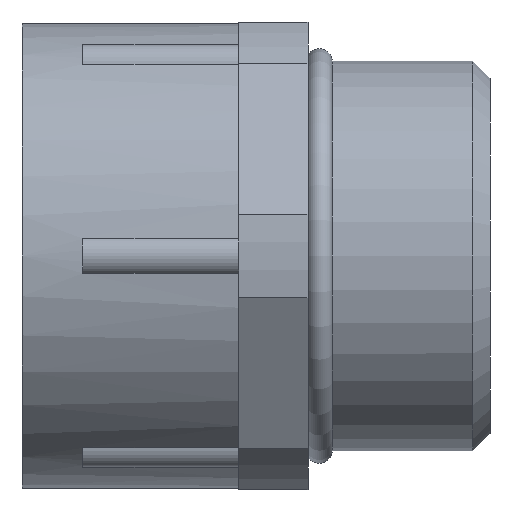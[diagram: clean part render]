
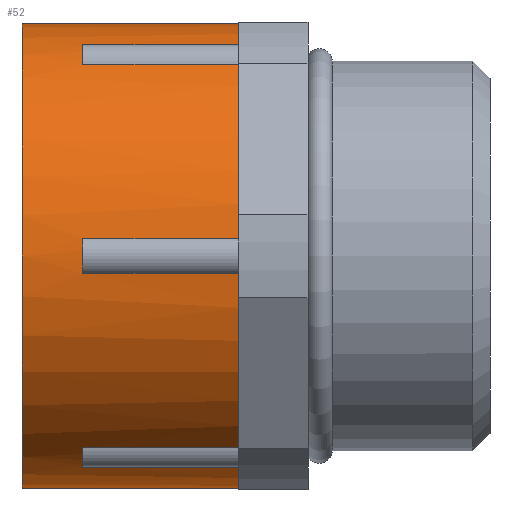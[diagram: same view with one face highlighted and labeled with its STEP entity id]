
A CAD part, left-side view. The second image highlights one B-rep face of the part: STEP entity #52.
In plain terms, the highlighted cylindrical face has radius 13.4 mm (diameter 26.8 mm), a partial arc.
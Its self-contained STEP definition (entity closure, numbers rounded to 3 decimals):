
#34 = VECTOR ( 'NONE', #277, 1000. ) ;
#38 = AXIS2_PLACEMENT_3D ( 'NONE', #290, #291, #292 ) ;
#39 = VECTOR ( 'NONE', #287, 1000. ) ;
#41 = CYLINDRICAL_SURFACE ( 'NONE', #38, 13.4 ) ;
#42 = FACE_OUTER_BOUND ( 'NONE', #956, .T. ) ;
#47 = EDGE_CURVE ( 'NONE', #890, #894, #275, .T. ) ;
#50 = EDGE_CURVE ( 'NONE', #887, #893, #285, .T. ) ;
#52 = ADVANCED_FACE ( 'NONE', ( #42 ), #41, .T. ) ;
#98 = EDGE_CURVE ( 'NONE', #807, #820, #529, .T. ) ;
#100 = EDGE_CURVE ( 'NONE', #785, #814, #435, .T. ) ;
#101 = EDGE_CURVE ( 'NONE', #905, #785, #528, .T. ) ;
#102 = EDGE_CURVE ( 'NONE', #783, #791, #441, .T. ) ;
#103 = EDGE_CURVE ( 'NONE', #784, #783, #527, .T. ) ;
#104 = EDGE_CURVE ( 'NONE', #784, #807, #447, .T. ) ;
#105 = EDGE_CURVE ( 'NONE', #802, #820, #450, .T. ) ;
#106 = EDGE_CURVE ( 'NONE', #815, #802, #526, .T. ) ;
#107 = EDGE_CURVE ( 'NONE', #815, #796, #456, .T. ) ;
#108 = EDGE_CURVE ( 'NONE', #894, #893, #525, .T. ) ;
#151 = EDGE_CURVE ( 'NONE', #903, #791, #503, .T. ) ;
#153 = EDGE_CURVE ( 'NONE', #890, #814, #501, .T. ) ;
#157 = EDGE_CURVE ( 'NONE', #796, #887, #497, .T. ) ;
#275 = LINE ( 'NONE', #276, #34 ) ;
#276 = CARTESIAN_POINT ( 'NONE',  ( 0., 25.055, -13.4 ) ) ;
#277 = DIRECTION ( 'NONE',  ( 0., 1., 0. ) ) ;
#285 = LINE ( 'NONE', #286, #39 ) ;
#286 = CARTESIAN_POINT ( 'NONE',  ( 0., 25.055, 13.4 ) ) ;
#287 = DIRECTION ( 'NONE',  ( 0., 1., 0. ) ) ;
#290 = CARTESIAN_POINT ( 'NONE',  ( 0., 25.055, 0. ) ) ;
#291 = DIRECTION ( 'NONE',  ( 0., 1., 0. ) ) ;
#292 = DIRECTION ( 'NONE',  ( 0., 0., 1. ) ) ;
#428 = CARTESIAN_POINT ( 'NONE',  ( 0., -12.5, 0. ) ) ;
#429 = DIRECTION ( 'NONE',  ( 0., 1., 0. ) ) ;
#430 = DIRECTION ( 'NONE',  ( 0., 0., 1. ) ) ;
#434 = CARTESIAN_POINT ( 'NONE',  ( 0., -3.5, 0. ) ) ;
#435 = LINE ( 'NONE', #436, #1339 ) ;
#436 = CARTESIAN_POINT ( 'NONE',  ( -5.815, -3.5, -12.072 ) ) ;
#437 = DIRECTION ( 'NONE',  ( 0., -1., 0. ) ) ;
#438 = DIRECTION ( 'NONE',  ( 0., -1., 0. ) ) ;
#439 = DIRECTION ( 'NONE',  ( -0.866, 0., 0.5 ) ) ;
#440 = CARTESIAN_POINT ( 'NONE',  ( 0., -3.5, 0. ) ) ;
#441 = LINE ( 'NONE', #442, #1341 ) ;
#442 = CARTESIAN_POINT ( 'NONE',  ( -13.363, -3.5, -1. ) ) ;
#443 = DIRECTION ( 'NONE',  ( 0., -1., 0. ) ) ;
#444 = DIRECTION ( 'NONE',  ( 0., -1., 0. ) ) ;
#445 = DIRECTION ( 'NONE',  ( 0., 0., 1. ) ) ;
#446 = CARTESIAN_POINT ( 'NONE',  ( 0., -3.5, 0. ) ) ;
#447 = LINE ( 'NONE', #448, #1342 ) ;
#448 = CARTESIAN_POINT ( 'NONE',  ( -13.363, -3.5, 1. ) ) ;
#449 = DIRECTION ( 'NONE',  ( 0., -1., 0. ) ) ;
#450 = LINE ( 'NONE', #451, #1344 ) ;
#451 = CARTESIAN_POINT ( 'NONE',  ( -7.547, -3.5, 11.072 ) ) ;
#452 = DIRECTION ( 'NONE',  ( 0., -1., 0. ) ) ;
#453 = DIRECTION ( 'NONE',  ( 0., -1., 0. ) ) ;
#454 = DIRECTION ( 'NONE',  ( 0.866, 0., 0.5 ) ) ;
#455 = CARTESIAN_POINT ( 'NONE',  ( 0., 0., 0. ) ) ;
#456 = LINE ( 'NONE', #457, #1346 ) ;
#457 = CARTESIAN_POINT ( 'NONE',  ( -5.815, -3.5, 12.072 ) ) ;
#497 = CIRCLE ( 'NONE', #1414, 13.4 ) ;
#501 = CIRCLE ( 'NONE', #1408, 13.4 ) ;
#503 = CIRCLE ( 'NONE', #1404, 13.4 ) ;
#525 = CIRCLE ( 'NONE', #1340, 13.4 ) ;
#526 = CIRCLE ( 'NONE', #1343, 13.4 ) ;
#527 = CIRCLE ( 'NONE', #1336, 13.4 ) ;
#528 = CIRCLE ( 'NONE', #1338, 13.4 ) ;
#529 = CIRCLE ( 'NONE', #1332, 13.4 ) ;
#569 = EDGE_CURVE ( 'NONE', #905, #903, #1282, .T. ) ;
#579 = CARTESIAN_POINT ( 'NONE',  ( -13.363, -12.5, -1. ) ) ;
#580 = CARTESIAN_POINT ( 'NONE',  ( -13.363, -3.5, -1. ) ) ;
#581 = CARTESIAN_POINT ( 'NONE',  ( -13.363, -3.5, 1. ) ) ;
#582 = CARTESIAN_POINT ( 'NONE',  ( -5.815, -3.5, -12.072 ) ) ;
#592 = CARTESIAN_POINT ( 'NONE',  ( -5.815, -12.5, 12.072 ) ) ;
#598 = CARTESIAN_POINT ( 'NONE',  ( -7.547, -3.5, 11.072 ) ) ;
#603 = CARTESIAN_POINT ( 'NONE',  ( -13.363, -12.5, 1. ) ) ;
#610 = CARTESIAN_POINT ( 'NONE',  ( -5.815, -12.5, -12.072 ) ) ;
#611 = CARTESIAN_POINT ( 'NONE',  ( -5.815, -3.5, 12.072 ) ) ;
#616 = CARTESIAN_POINT ( 'NONE',  ( -7.547, -12.5, 11.072 ) ) ;
#623 = CARTESIAN_POINT ( 'NONE',  ( 0., -12.5, 13.4 ) ) ;
#626 = CARTESIAN_POINT ( 'NONE',  ( 0., -12.5, -13.4 ) ) ;
#629 = CARTESIAN_POINT ( 'NONE',  ( 0., 0., 13.4 ) ) ;
#630 = CARTESIAN_POINT ( 'NONE',  ( 0., 0., -13.4 ) ) ;
#639 = CARTESIAN_POINT ( 'NONE',  ( -7.547, -12.5, -11.072 ) ) ;
#641 = CARTESIAN_POINT ( 'NONE',  ( -7.547, -3.5, -11.072 ) ) ;
#754 = VECTOR ( 'NONE', #1284, 1000. ) ;
#783 = VERTEX_POINT ( 'NONE', #580 ) ;
#784 = VERTEX_POINT ( 'NONE', #581 ) ;
#785 = VERTEX_POINT ( 'NONE', #582 ) ;
#791 = VERTEX_POINT ( 'NONE', #579 ) ;
#796 = VERTEX_POINT ( 'NONE', #592 ) ;
#802 = VERTEX_POINT ( 'NONE', #598 ) ;
#807 = VERTEX_POINT ( 'NONE', #603 ) ;
#814 = VERTEX_POINT ( 'NONE', #610 ) ;
#815 = VERTEX_POINT ( 'NONE', #611 ) ;
#820 = VERTEX_POINT ( 'NONE', #616 ) ;
#887 = VERTEX_POINT ( 'NONE', #623 ) ;
#890 = VERTEX_POINT ( 'NONE', #626 ) ;
#893 = VERTEX_POINT ( 'NONE', #629 ) ;
#894 = VERTEX_POINT ( 'NONE', #630 ) ;
#903 = VERTEX_POINT ( 'NONE', #639 ) ;
#905 = VERTEX_POINT ( 'NONE', #641 ) ;
#925 = ORIENTED_EDGE ( 'NONE', *, *, #50, .T. ) ;
#926 = ORIENTED_EDGE ( 'NONE', *, *, #108, .F. ) ;
#927 = ORIENTED_EDGE ( 'NONE', *, *, #157, .T. ) ;
#928 = ORIENTED_EDGE ( 'NONE', *, *, #106, .F. ) ;
#929 = ORIENTED_EDGE ( 'NONE', *, *, #107, .T. ) ;
#930 = ORIENTED_EDGE ( 'NONE', *, *, #105, .F. ) ;
#931 = ORIENTED_EDGE ( 'NONE', *, *, #98, .T. ) ;
#932 = ORIENTED_EDGE ( 'NONE', *, *, #103, .F. ) ;
#933 = ORIENTED_EDGE ( 'NONE', *, *, #104, .T. ) ;
#934 = ORIENTED_EDGE ( 'NONE', *, *, #151, .T. ) ;
#935 = ORIENTED_EDGE ( 'NONE', *, *, #102, .F. ) ;
#936 = ORIENTED_EDGE ( 'NONE', *, *, #101, .F. ) ;
#937 = ORIENTED_EDGE ( 'NONE', *, *, #569, .T. ) ;
#938 = ORIENTED_EDGE ( 'NONE', *, *, #100, .F. ) ;
#939 = ORIENTED_EDGE ( 'NONE', *, *, #153, .T. ) ;
#940 = ORIENTED_EDGE ( 'NONE', *, *, #47, .F. ) ;
#956 = EDGE_LOOP ( 'NONE', ( #940, #939, #938, #936, #937, #934, #935, #932, #933, #931, #930, #928, #929, #927, #925, #926 ) ) ;
#1015 = DIRECTION ( 'NONE',  ( 0., -1., 0. ) ) ;
#1016 = DIRECTION ( 'NONE',  ( 0., 1., 0. ) ) ;
#1017 = DIRECTION ( 'NONE',  ( 0., 0., 1. ) ) ;
#1144 = CARTESIAN_POINT ( 'NONE',  ( 0., -12.5, 0. ) ) ;
#1148 = DIRECTION ( 'NONE',  ( 0., 1., 0. ) ) ;
#1149 = DIRECTION ( 'NONE',  ( 0., 0., 1. ) ) ;
#1153 = CARTESIAN_POINT ( 'NONE',  ( 0., -12.5, 0. ) ) ;
#1154 = DIRECTION ( 'NONE',  ( 0., 1., 0. ) ) ;
#1155 = DIRECTION ( 'NONE',  ( 0., 0., 1. ) ) ;
#1165 = CARTESIAN_POINT ( 'NONE',  ( 0., -12.5, 0. ) ) ;
#1166 = DIRECTION ( 'NONE',  ( 0., 1., 0. ) ) ;
#1167 = DIRECTION ( 'NONE',  ( 0., 0., 1. ) ) ;
#1282 = LINE ( 'NONE', #1283, #754 ) ;
#1283 = CARTESIAN_POINT ( 'NONE',  ( -7.547, -3.5, -11.072 ) ) ;
#1284 = DIRECTION ( 'NONE',  ( 0., -1., 0. ) ) ;
#1332 = AXIS2_PLACEMENT_3D ( 'NONE', #428, #429, #430 ) ;
#1336 = AXIS2_PLACEMENT_3D ( 'NONE', #440, #444, #445 ) ;
#1338 = AXIS2_PLACEMENT_3D ( 'NONE', #434, #438, #439 ) ;
#1339 = VECTOR ( 'NONE', #437, 1000. ) ;
#1340 = AXIS2_PLACEMENT_3D ( 'NONE', #455, #1016, #1017 ) ;
#1341 = VECTOR ( 'NONE', #443, 1000. ) ;
#1342 = VECTOR ( 'NONE', #449, 1000. ) ;
#1343 = AXIS2_PLACEMENT_3D ( 'NONE', #446, #453, #454 ) ;
#1344 = VECTOR ( 'NONE', #452, 1000. ) ;
#1346 = VECTOR ( 'NONE', #1015, 1000. ) ;
#1404 = AXIS2_PLACEMENT_3D ( 'NONE', #1144, #1148, #1149 ) ;
#1408 = AXIS2_PLACEMENT_3D ( 'NONE', #1153, #1154, #1155 ) ;
#1414 = AXIS2_PLACEMENT_3D ( 'NONE', #1165, #1166, #1167 ) ;
